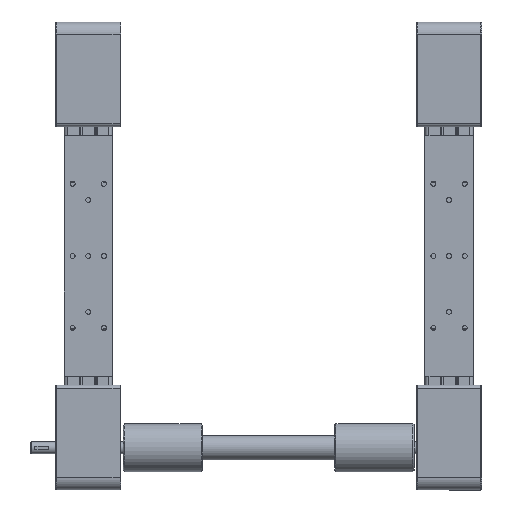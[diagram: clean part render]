
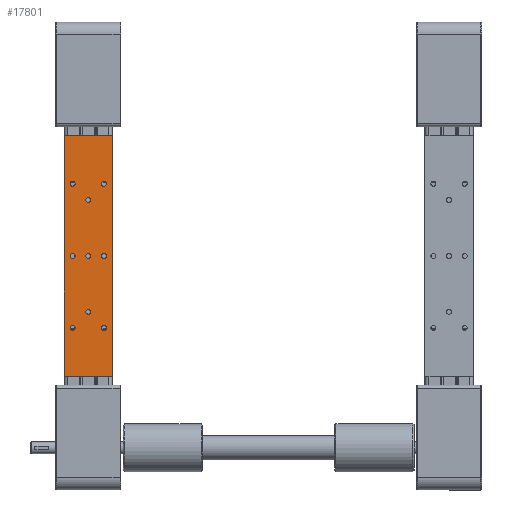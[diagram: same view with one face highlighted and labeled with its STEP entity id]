
A CAD part, top view. The second image highlights one B-rep face of the part: STEP entity #17801.
In plain terms, the highlighted planar face has unit normal (0, 0, 1).
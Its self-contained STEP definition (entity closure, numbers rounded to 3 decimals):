
#14127=CARTESIAN_POINT('',(24.1,27.5,38.0));
#14128=VERTEX_POINT('',#14127);
#14135=CARTESIAN_POINT('',(-15.9,27.5,38.0));
#14136=VERTEX_POINT('',#14135);
#14137=CARTESIAN_POINT('',(24.1,27.5,38.0));
#14138=DIRECTION('',(-1.0,0.0,0.0));
#14139=VECTOR('',#14138,40.);
#14140=LINE('',#14137,#14139);
#14141=EDGE_CURVE('',#14128,#14136,#14140,.T.);
#16337=CARTESIAN_POINT('',(-15.9,227.5,38.0));
#16338=VERTEX_POINT('',#16337);
#16345=CARTESIAN_POINT('',(24.1,227.5,38.0));
#16346=VERTEX_POINT('',#16345);
#16347=CARTESIAN_POINT('',(-15.9,227.5,38.0));
#16348=DIRECTION('',(1.0,0.0,0.0));
#16349=VECTOR('',#16348,40.);
#16350=LINE('',#16347,#16349);
#16351=EDGE_CURVE('',#16338,#16346,#16350,.T.);
#16564=CARTESIAN_POINT('',(-15.9,27.5,38.0));
#16565=DIRECTION('',(0.0,1.0,0.0));
#16566=VECTOR('',#16565,200.0);
#16567=LINE('',#16564,#16566);
#16568=EDGE_CURVE('',#14136,#16338,#16567,.T.);
#17128=CARTESIAN_POINT('',(6.1,174.0,38.0));
#17129=VERTEX_POINT('',#17128);
#17130=CARTESIAN_POINT('',(4.1,174.0,38.0));
#17131=DIRECTION('',(0.0,0.0,-1.0));
#17132=DIRECTION('',(1.0,0.0,0.0));
#17133=AXIS2_PLACEMENT_3D('',#17130,#17131,#17132);
#17134=CIRCLE('',#17133,2.0);
#17135=EDGE_CURVE('',#17129,#17129,#17134,.T.);
#17148=CARTESIAN_POINT('',(6.1,127.5,38.0));
#17149=VERTEX_POINT('',#17148);
#17150=CARTESIAN_POINT('',(4.1,127.5,38.0));
#17151=DIRECTION('',(0.0,0.0,-1.0));
#17152=DIRECTION('',(1.0,0.0,0.0));
#17153=AXIS2_PLACEMENT_3D('',#17150,#17151,#17152);
#17154=CIRCLE('',#17153,2.0);
#17155=EDGE_CURVE('',#17149,#17149,#17154,.T.);
#17168=CARTESIAN_POINT('',(6.1,81.0,38.0));
#17169=VERTEX_POINT('',#17168);
#17170=CARTESIAN_POINT('',(4.1,81.0,38.0));
#17171=DIRECTION('',(0.0,0.0,-1.0));
#17172=DIRECTION('',(1.0,0.0,0.0));
#17173=AXIS2_PLACEMENT_3D('',#17170,#17171,#17172);
#17174=CIRCLE('',#17173,2.0);
#17175=EDGE_CURVE('',#17169,#17169,#17174,.T.);
#17188=CARTESIAN_POINT('',(19.167,67.5,38.0));
#17189=VERTEX_POINT('',#17188);
#17190=CARTESIAN_POINT('',(17.1,67.5,38.0));
#17191=DIRECTION('',(0.0,0.0,-1.0));
#17192=DIRECTION('',(1.0,0.0,0.0));
#17193=AXIS2_PLACEMENT_3D('',#17190,#17191,#17192);
#17194=CIRCLE('',#17193,2.067);
#17195=EDGE_CURVE('',#17189,#17189,#17194,.T.);
#17208=CARTESIAN_POINT('',(19.167,127.5,38.0));
#17209=VERTEX_POINT('',#17208);
#17210=CARTESIAN_POINT('',(17.1,127.5,38.0));
#17211=DIRECTION('',(0.0,0.0,-1.0));
#17212=DIRECTION('',(1.0,0.0,0.0));
#17213=AXIS2_PLACEMENT_3D('',#17210,#17211,#17212);
#17214=CIRCLE('',#17213,2.067);
#17215=EDGE_CURVE('',#17209,#17209,#17214,.T.);
#17228=CARTESIAN_POINT('',(19.167,187.5,38.0));
#17229=VERTEX_POINT('',#17228);
#17230=CARTESIAN_POINT('',(17.1,187.5,38.0));
#17231=DIRECTION('',(0.0,0.0,-1.0));
#17232=DIRECTION('',(1.0,0.0,0.0));
#17233=AXIS2_PLACEMENT_3D('',#17230,#17231,#17232);
#17234=CIRCLE('',#17233,2.067);
#17235=EDGE_CURVE('',#17229,#17229,#17234,.T.);
#17248=CARTESIAN_POINT('',(-6.833,187.5,38.0));
#17249=VERTEX_POINT('',#17248);
#17250=CARTESIAN_POINT('',(-8.9,187.5,38.0));
#17251=DIRECTION('',(0.0,0.0,-1.0));
#17252=DIRECTION('',(1.0,0.0,0.0));
#17253=AXIS2_PLACEMENT_3D('',#17250,#17251,#17252);
#17254=CIRCLE('',#17253,2.067);
#17255=EDGE_CURVE('',#17249,#17249,#17254,.T.);
#17268=CARTESIAN_POINT('',(-6.833,127.5,38.0));
#17269=VERTEX_POINT('',#17268);
#17270=CARTESIAN_POINT('',(-8.9,127.5,38.0));
#17271=DIRECTION('',(0.0,0.0,-1.0));
#17272=DIRECTION('',(1.0,0.0,0.0));
#17273=AXIS2_PLACEMENT_3D('',#17270,#17271,#17272);
#17274=CIRCLE('',#17273,2.067);
#17275=EDGE_CURVE('',#17269,#17269,#17274,.T.);
#17288=CARTESIAN_POINT('',(-6.833,67.5,38.0));
#17289=VERTEX_POINT('',#17288);
#17290=CARTESIAN_POINT('',(-8.9,67.5,38.0));
#17291=DIRECTION('',(0.0,0.0,-1.0));
#17292=DIRECTION('',(1.0,0.0,0.0));
#17293=AXIS2_PLACEMENT_3D('',#17290,#17291,#17292);
#17294=CIRCLE('',#17293,2.067);
#17295=EDGE_CURVE('',#17289,#17289,#17294,.T.);
#17706=CARTESIAN_POINT('',(24.1,227.5,38.0));
#17707=DIRECTION('',(0.0,-1.0,0.0));
#17708=VECTOR('',#17707,200.0);
#17709=LINE('',#17706,#17708);
#17710=EDGE_CURVE('',#16346,#14128,#17709,.T.);
#17763=CARTESIAN_POINT('',(4.1,127.5,38.0));
#17764=DIRECTION('',(0.0,0.0,1.0));
#17765=DIRECTION('',(1.0,0.0,0.0));
#17766=AXIS2_PLACEMENT_3D('',#17763,#17764,#17765);
#17767=PLANE('',#17766);
#17768=ORIENTED_EDGE('',*,*,#16568,.F.);
#17769=ORIENTED_EDGE('',*,*,#14141,.F.);
#17770=ORIENTED_EDGE('',*,*,#17710,.F.);
#17771=ORIENTED_EDGE('',*,*,#16351,.F.);
#17772=EDGE_LOOP('',(#17768,#17769,#17770,#17771));
#17773=FACE_OUTER_BOUND('',#17772,.T.);
#17774=ORIENTED_EDGE('',*,*,#17135,.T.);
#17775=EDGE_LOOP('',(#17774));
#17776=FACE_BOUND('',#17775,.T.);
#17777=ORIENTED_EDGE('',*,*,#17155,.T.);
#17778=EDGE_LOOP('',(#17777));
#17779=FACE_BOUND('',#17778,.T.);
#17780=ORIENTED_EDGE('',*,*,#17175,.T.);
#17781=EDGE_LOOP('',(#17780));
#17782=FACE_BOUND('',#17781,.T.);
#17783=ORIENTED_EDGE('',*,*,#17195,.T.);
#17784=EDGE_LOOP('',(#17783));
#17785=FACE_BOUND('',#17784,.T.);
#17786=ORIENTED_EDGE('',*,*,#17215,.T.);
#17787=EDGE_LOOP('',(#17786));
#17788=FACE_BOUND('',#17787,.T.);
#17789=ORIENTED_EDGE('',*,*,#17235,.T.);
#17790=EDGE_LOOP('',(#17789));
#17791=FACE_BOUND('',#17790,.T.);
#17792=ORIENTED_EDGE('',*,*,#17255,.T.);
#17793=EDGE_LOOP('',(#17792));
#17794=FACE_BOUND('',#17793,.T.);
#17795=ORIENTED_EDGE('',*,*,#17275,.T.);
#17796=EDGE_LOOP('',(#17795));
#17797=FACE_BOUND('',#17796,.T.);
#17798=ORIENTED_EDGE('',*,*,#17295,.T.);
#17799=EDGE_LOOP('',(#17798));
#17800=FACE_BOUND('',#17799,.T.);
#17801=ADVANCED_FACE('',(#17773,#17776,#17779,#17782,#17785,#17788,#17791,#17794,#17797,#17800),#17767,.T.);
